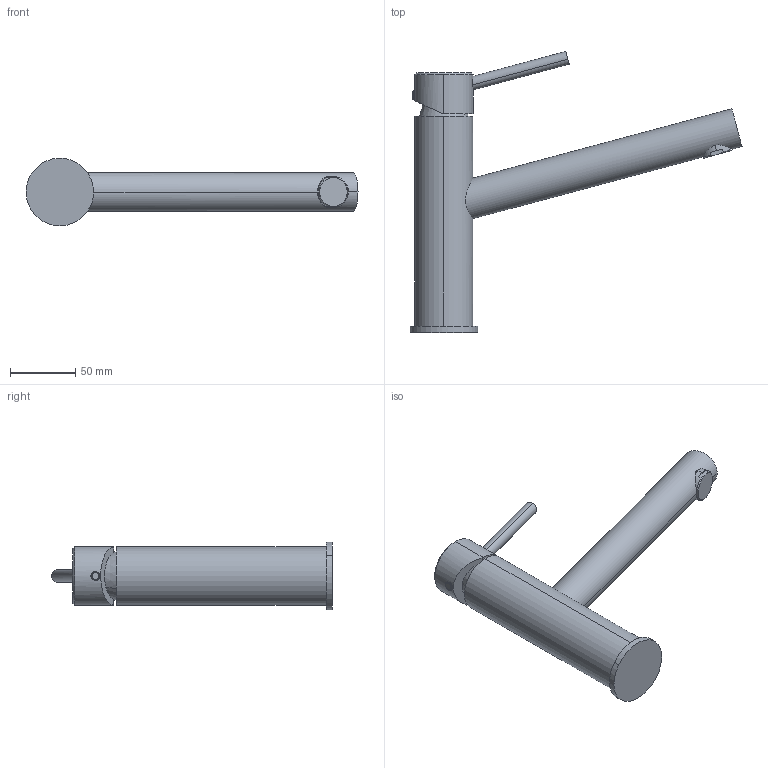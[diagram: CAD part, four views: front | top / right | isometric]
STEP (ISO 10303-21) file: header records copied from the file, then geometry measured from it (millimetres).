
FILE_DESCRIPTION(('STEP AP214'),'1');
FILE_NAME('Kludi Steel 1.STP','2026-01-13T07:04:57',(' '),(' '),'Spatial InterOp 3D',' ',' ');
FILE_SCHEMA(('AUTOMOTIVE_DESIGN { 1 0 10303 214 1 1 1 1 }'));
Length unit declared in the file: millimetre
Products named in the file (2): Kludi Steel 1; ASSEM1
Assembly tree (1 placements, depth 2):
  Kludi Steel 1
    ASSEM1
Bounding box: 255.18 x 215.95 x 51.96 mm (x, y, z)
Volume: 470152.9 mm3; surface area: 56499.1 mm2
Topology: 1 solids, 1 shells, 57 faces, 137 edges, 88 vertices
Faces by surface type: cylinder 20, plane 19, cone 12, bspline 6
Entity records: 2353 total; most frequent: CARTESIAN_POINT 1015, DIRECTION 275, ORIENTED_EDGE 274, EDGE_CURVE 137, AXIS2_PLACEMENT_3D 114, VERTEX_POINT 88, EDGE_LOOP 63, CIRCLE 61
